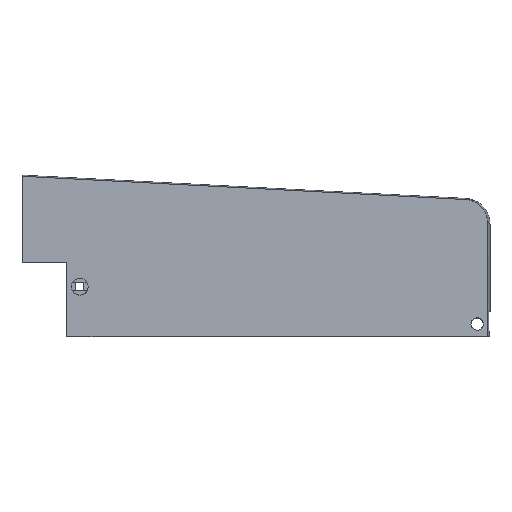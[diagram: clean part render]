
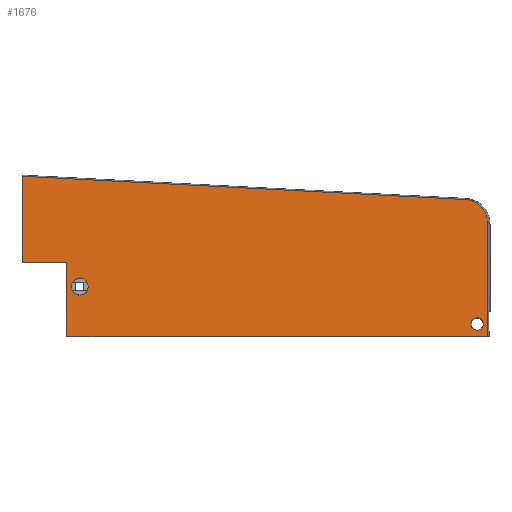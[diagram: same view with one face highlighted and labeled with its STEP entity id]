
A CAD part, front view. The second image highlights one B-rep face of the part: STEP entity #1676.
In plain terms, the highlighted planar face has unit normal (0.003, -0.999, 0.047).
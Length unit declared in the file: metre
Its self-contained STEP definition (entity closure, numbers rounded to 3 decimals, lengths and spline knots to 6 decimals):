
#16=ELLIPSE('',#1776,0.003254,0.00325);
#22=CIRCLE('',#1775,0.0024);
#55=B_SPLINE_CURVE_WITH_KNOTS('',3,(#2578,#2579,#2580,#2581,#2582,#2583,
#2584),.UNSPECIFIED.,.F.,.F.,(4,1,1,1,4),(0.,0.25,0.5,0.75,1.),
 .UNSPECIFIED.);
#56=B_SPLINE_CURVE_WITH_KNOTS('',3,(#2587,#2588,#2589,#2590),
 .UNSPECIFIED.,.F.,.F.,(4,4),(0.,1.),.UNSPECIFIED.);
#57=B_SPLINE_CURVE_WITH_KNOTS('',3,(#2597,#2598,#2599,#2600),
 .UNSPECIFIED.,.F.,.F.,(4,4),(0.,1.),.UNSPECIFIED.);
#241=ORIENTED_EDGE('',*,*,#681,.T.);
#242=ORIENTED_EDGE('',*,*,#682,.T.);
#243=ORIENTED_EDGE('',*,*,#683,.T.);
#244=ORIENTED_EDGE('',*,*,#684,.T.);
#245=ORIENTED_EDGE('',*,*,#685,.T.);
#246=ORIENTED_EDGE('',*,*,#686,.T.);
#247=ORIENTED_EDGE('',*,*,#665,.T.);
#248=ORIENTED_EDGE('',*,*,#687,.T.);
#249=ORIENTED_EDGE('',*,*,#688,.T.);
#665=EDGE_CURVE('',#883,#886,#1047,.F.);
#681=EDGE_CURVE('',#900,#900,#22,.T.);
#682=EDGE_CURVE('',#901,#901,#16,.T.);
#683=EDGE_CURVE('',#902,#903,#55,.T.);
#684=EDGE_CURVE('',#903,#904,#56,.T.);
#685=EDGE_CURVE('',#904,#905,#1057,.F.);
#686=EDGE_CURVE('',#905,#883,#1058,.F.);
#687=EDGE_CURVE('',#886,#906,#1059,.F.);
#688=EDGE_CURVE('',#906,#902,#57,.T.);
#883=VERTEX_POINT('',#2493);
#886=VERTEX_POINT('',#2499);
#900=VERTEX_POINT('',#2575);
#901=VERTEX_POINT('',#2577);
#902=VERTEX_POINT('',#2585);
#903=VERTEX_POINT('',#2586);
#904=VERTEX_POINT('',#2591);
#905=VERTEX_POINT('',#2593);
#906=VERTEX_POINT('',#2596);
#1047=LINE('',#2500,#1240);
#1057=LINE('',#2592,#1250);
#1058=LINE('',#2594,#1251);
#1059=LINE('',#2595,#1252);
#1240=VECTOR('',#1946,1.);
#1250=VECTOR('',#1968,1.);
#1251=VECTOR('',#1969,1.);
#1252=VECTOR('',#1970,1.);
#1403=EDGE_LOOP('',(#241));
#1404=EDGE_LOOP('',(#242));
#1405=EDGE_LOOP('',(#243,#244,#245,#246,#247,#248,#249));
#1505=FACE_BOUND('',#1403,.T.);
#1506=FACE_BOUND('',#1404,.T.);
#1507=FACE_BOUND('',#1405,.T.);
#1594=PLANE('',#1774);
#1676=ADVANCED_FACE('',(#1505,#1506,#1507),#1594,.F.);
#1774=AXIS2_PLACEMENT_3D('',#2573,#1962,#1963);
#1775=AXIS2_PLACEMENT_3D('',#2574,#1964,#1965);
#1776=AXIS2_PLACEMENT_3D('',#2576,#1966,#1967);
#1946=DIRECTION('',(0.,0.047,0.999));
#1962=DIRECTION('',(-0.002,0.999,-0.047));
#1963=DIRECTION('',(-1.,-0.002,0.));
#1964=DIRECTION('',(-0.002,0.999,-0.047));
#1965=DIRECTION('',(0.,0.047,0.999));
#1966=DIRECTION('',(-0.002,0.999,-0.047));
#1967=DIRECTION('',(0.052,0.047,0.998));
#1968=DIRECTION('',(0.,0.047,0.999));
#1969=DIRECTION('',(-1.,-0.002,0.));
#1970=DIRECTION('',(-1.,-0.002,0.));
#2493=CARTESIAN_POINT('',(-0.164626,-0.028046,0.019));
#2499=CARTESIAN_POINT('',(-0.164626,-0.029404,-0.01));
#2500=CARTESIAN_POINT('',(-0.164626,-0.027721,0.02594));
#2573=CARTESIAN_POINT('',(-0.054875,-0.027333,0.028457));
#2574=CARTESIAN_POINT('',(-0.005,-0.028778,-0.005005));
#2575=CARTESIAN_POINT('',(-0.005,-0.028666,-0.002608));
#2576=CARTESIAN_POINT('',(-0.159626,-0.028478,0.0095));
#2577=CARTESIAN_POINT('',(-0.159456,-0.028326,0.012746));
#2578=CARTESIAN_POINT('',(-0.000971,-0.026921,0.034444));
#2579=CARTESIAN_POINT('',(-0.000971,-0.026867,0.035597));
#2580=CARTESIAN_POINT('',(-0.001409,-0.026762,0.037854));
#2581=CARTESIAN_POINT('',(-0.003282,-0.026629,0.040792));
#2582=CARTESIAN_POINT('',(-0.006118,-0.026541,0.042816));
#2583=CARTESIAN_POINT('',(-0.008348,-0.026521,0.043371));
#2584=CARTESIAN_POINT('',(-0.0095,-0.026521,0.043432));
#2585=CARTESIAN_POINT('',(-0.000971,-0.026921,0.034444));
#2586=CARTESIAN_POINT('',(-0.0095,-0.026521,0.043432));
#2587=CARTESIAN_POINT('',(-0.0095,-0.026521,0.043432));
#2588=CARTESIAN_POINT('',(-0.067042,-0.026521,0.046447));
#2589=CARTESIAN_POINT('',(-0.124584,-0.026521,0.049463));
#2590=CARTESIAN_POINT('',(-0.182126,-0.026521,0.052479));
#2591=CARTESIAN_POINT('',(-0.182126,-0.026521,0.052479));
#2592=CARTESIAN_POINT('',(-0.182126,-0.027645,0.028472));
#2593=CARTESIAN_POINT('',(-0.182126,-0.028089,0.019));
#2594=CARTESIAN_POINT('',(-0.149575,-0.028009,0.019));
#2595=CARTESIAN_POINT('',(-0.054871,-0.029135,-0.01));
#2596=CARTESIAN_POINT('',(-0.000971,-0.029002,-0.01));
#2597=CARTESIAN_POINT('',(-0.000971,-0.029002,-0.01));
#2598=CARTESIAN_POINT('',(-0.000971,-0.028308,0.004815));
#2599=CARTESIAN_POINT('',(-0.000971,-0.027615,0.019629));
#2600=CARTESIAN_POINT('',(-0.000971,-0.026921,0.034444));
